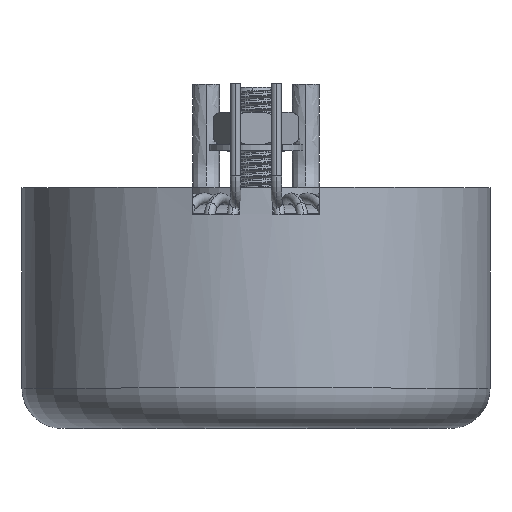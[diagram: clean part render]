
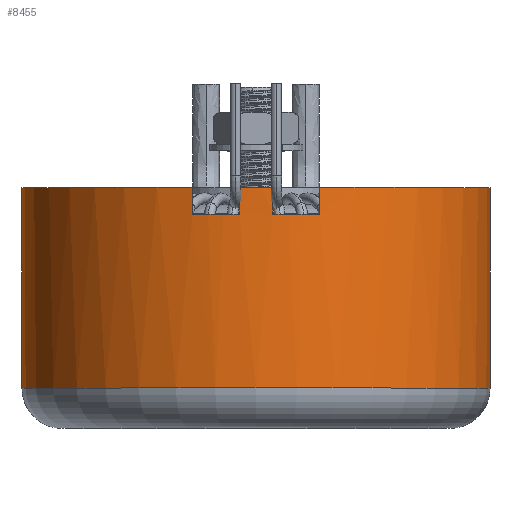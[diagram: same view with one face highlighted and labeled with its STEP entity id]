
A CAD part, top view. The second image highlights one B-rep face of the part: STEP entity #8455.
In plain terms, the highlighted cylindrical face has radius 17.5 mm (diameter 35 mm), a partial arc.
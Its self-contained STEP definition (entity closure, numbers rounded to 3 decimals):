
#199 = LINE ( 'NONE', #12536, #3070 ) ;
#356 = ORIENTED_EDGE ( 'NONE', *, *, #13765, .T. ) ;
#359 = DIRECTION ( 'NONE',  ( 0., -1., 0. ) ) ;
#506 = DIRECTION ( 'NONE',  ( 0., -1., 0. ) ) ;
#525 = CARTESIAN_POINT ( 'NONE',  ( 16.843, 8.25, 4.75 ) ) ;
#670 = LINE ( 'NONE', #3002, #12200 ) ;
#773 = VERTEX_POINT ( 'NONE', #10940 ) ;
#916 = AXIS2_PLACEMENT_3D ( 'NONE', #9473, #506, #7341 ) ;
#951 = AXIS2_PLACEMENT_3D ( 'NONE', #10820, #3022, #4106 ) ;
#962 = VECTOR ( 'NONE', #12224, 1000. ) ;
#980 = EDGE_CURVE ( 'NONE', #7293, #10550, #10115, .T. ) ;
#1081 = VERTEX_POINT ( 'NONE', #13549 ) ;
#1133 = EDGE_CURVE ( 'NONE', #12553, #773, #199, .T. ) ;
#1168 = CARTESIAN_POINT ( 'NONE',  ( 0., 0., -17.5 ) ) ;
#1239 = DIRECTION ( 'NONE',  ( 0., -1., 0. ) ) ;
#1389 = ORIENTED_EDGE ( 'NONE', *, *, #2518, .T. ) ;
#1563 = CARTESIAN_POINT ( 'NONE',  ( 0., 8.25, 17.5 ) ) ;
#1656 = DIRECTION ( 'NONE',  ( 0., -1., 0. ) ) ;
#1668 = ORIENTED_EDGE ( 'NONE', *, *, #8965, .T. ) ;
#1833 = CIRCLE ( 'NONE', #14032, 17.5 ) ;
#2034 = CARTESIAN_POINT ( 'NONE',  ( 17.455, 8.25, -1.25 ) ) ;
#2126 = EDGE_CURVE ( 'NONE', #11989, #10710, #4668, .T. ) ;
#2467 = CARTESIAN_POINT ( 'NONE',  ( 0., 8.25, -17.5 ) ) ;
#2469 = CARTESIAN_POINT ( 'NONE',  ( 0., -6.75, 0. ) ) ;
#2518 = EDGE_CURVE ( 'NONE', #7572, #11496, #7574, .T. ) ;
#2526 = CIRCLE ( 'NONE', #916, 17.5 ) ;
#2640 = AXIS2_PLACEMENT_3D ( 'NONE', #11710, #1656, #2683 ) ;
#2683 = DIRECTION ( 'NONE',  ( 0., 0., -1. ) ) ;
#2823 = CARTESIAN_POINT ( 'NONE',  ( 0., 8.25, 0. ) ) ;
#3002 = CARTESIAN_POINT ( 'NONE',  ( 16.843, 0., 4.75 ) ) ;
#3022 = DIRECTION ( 'NONE',  ( 0., -1., 0. ) ) ;
#3040 = DIRECTION ( 'NONE',  ( 0., -1., 0. ) ) ;
#3070 = VECTOR ( 'NONE', #6059, 1000. ) ;
#3161 = CARTESIAN_POINT ( 'NONE',  ( 0., 6.25, 0. ) ) ;
#3484 = AXIS2_PLACEMENT_3D ( 'NONE', #2823, #3040, #10770 ) ;
#3596 = DIRECTION ( 'NONE',  ( 0., 1., 0. ) ) ;
#3732 = EDGE_CURVE ( 'NONE', #1081, #773, #5909, .T. ) ;
#3949 = EDGE_CURVE ( 'NONE', #10550, #11989, #6399, .T. ) ;
#4019 = DIRECTION ( 'NONE',  ( 0., 1., 0. ) ) ;
#4106 = DIRECTION ( 'NONE',  ( 0., 0., -1. ) ) ;
#4367 = ORIENTED_EDGE ( 'NONE', *, *, #3732, .F. ) ;
#4464 = CARTESIAN_POINT ( 'NONE',  ( 16.843, 6.25, 4.75 ) ) ;
#4661 = CARTESIAN_POINT ( 'NONE',  ( 17.455, 6.25, -1.25 ) ) ;
#4668 = LINE ( 'NONE', #11452, #13395 ) ;
#5198 = AXIS2_PLACEMENT_3D ( 'NONE', #2469, #359, #9249 ) ;
#5303 = DIRECTION ( 'NONE',  ( 0., -1., 0. ) ) ;
#5518 = CARTESIAN_POINT ( 'NONE',  ( 17.455, 0., 1.25 ) ) ;
#5580 = EDGE_CURVE ( 'NONE', #10365, #1081, #13338, .T. ) ;
#5805 = ORIENTED_EDGE ( 'NONE', *, *, #3949, .T. ) ;
#5909 = CIRCLE ( 'NONE', #5198, 17.5 ) ;
#6059 = DIRECTION ( 'NONE',  ( 0., -1., 0. ) ) ;
#6205 = CARTESIAN_POINT ( 'NONE',  ( 17.455, 6.25, 1.25 ) ) ;
#6221 = CARTESIAN_POINT ( 'NONE',  ( 16.843, 6.25, -4.75 ) ) ;
#6399 = CIRCLE ( 'NONE', #2640, 17.5 ) ;
#6417 = DIRECTION ( 'NONE',  ( 0., 0., -1. ) ) ;
#6552 = CIRCLE ( 'NONE', #3484, 17.5 ) ;
#6614 = VERTEX_POINT ( 'NONE', #525 ) ;
#6648 = LINE ( 'NONE', #5518, #962 ) ;
#7007 = ORIENTED_EDGE ( 'NONE', *, *, #5580, .F. ) ;
#7293 = VERTEX_POINT ( 'NONE', #9230 ) ;
#7334 = ORIENTED_EDGE ( 'NONE', *, *, #13577, .T. ) ;
#7341 = DIRECTION ( 'NONE',  ( 0., 0., -1. ) ) ;
#7536 = EDGE_CURVE ( 'NONE', #10365, #7293, #6552, .T. ) ;
#7572 = VERTEX_POINT ( 'NONE', #6205 ) ;
#7574 = CIRCLE ( 'NONE', #7587, 17.5 ) ;
#7587 = AXIS2_PLACEMENT_3D ( 'NONE', #3161, #7831, #6417 ) ;
#7831 = DIRECTION ( 'NONE',  ( 0., -1., 0. ) ) ;
#7960 = EDGE_LOOP ( 'NONE', ( #7334, #13102, #4367, #7007, #10039, #8499, #5805, #8378, #356, #1668, #1389, #9332 ) ) ;
#8008 = DIRECTION ( 'NONE',  ( 0., -1., 0. ) ) ;
#8378 = ORIENTED_EDGE ( 'NONE', *, *, #2126, .T. ) ;
#8455 = ADVANCED_FACE ( 'NONE', ( #9791 ), #14252, .T. ) ;
#8499 = ORIENTED_EDGE ( 'NONE', *, *, #980, .T. ) ;
#8965 = EDGE_CURVE ( 'NONE', #9139, #7572, #6648, .T. ) ;
#9020 = EDGE_CURVE ( 'NONE', #11496, #6614, #670, .T. ) ;
#9139 = VERTEX_POINT ( 'NONE', #10159 ) ;
#9230 = CARTESIAN_POINT ( 'NONE',  ( 16.843, 8.25, -4.75 ) ) ;
#9249 = DIRECTION ( 'NONE',  ( 0., 0., -1. ) ) ;
#9332 = ORIENTED_EDGE ( 'NONE', *, *, #9020, .T. ) ;
#9473 = CARTESIAN_POINT ( 'NONE',  ( 0., 8.25, 0. ) ) ;
#9791 = FACE_OUTER_BOUND ( 'NONE', #7960, .T. ) ;
#10039 = ORIENTED_EDGE ( 'NONE', *, *, #7536, .T. ) ;
#10115 = LINE ( 'NONE', #13408, #10830 ) ;
#10159 = CARTESIAN_POINT ( 'NONE',  ( 17.455, 8.25, 1.25 ) ) ;
#10365 = VERTEX_POINT ( 'NONE', #2467 ) ;
#10550 = VERTEX_POINT ( 'NONE', #6221 ) ;
#10710 = VERTEX_POINT ( 'NONE', #2034 ) ;
#10770 = DIRECTION ( 'NONE',  ( 0., 0., -1. ) ) ;
#10820 = CARTESIAN_POINT ( 'NONE',  ( 0., 0., 0. ) ) ;
#10830 = VECTOR ( 'NONE', #8008, 1000. ) ;
#10923 = DIRECTION ( 'NONE',  ( 0., 0., -1. ) ) ;
#10940 = CARTESIAN_POINT ( 'NONE',  ( 0., -6.75, 17.5 ) ) ;
#11452 = CARTESIAN_POINT ( 'NONE',  ( 17.455, 0., -1.25 ) ) ;
#11496 = VERTEX_POINT ( 'NONE', #4464 ) ;
#11710 = CARTESIAN_POINT ( 'NONE',  ( 0., 6.25, 0. ) ) ;
#11989 = VERTEX_POINT ( 'NONE', #4661 ) ;
#12047 = VECTOR ( 'NONE', #1239, 1000. ) ;
#12200 = VECTOR ( 'NONE', #4019, 1000. ) ;
#12224 = DIRECTION ( 'NONE',  ( 0., -1., 0. ) ) ;
#12299 = CARTESIAN_POINT ( 'NONE',  ( 0., 8.25, 0. ) ) ;
#12536 = CARTESIAN_POINT ( 'NONE',  ( 0., 0., 17.5 ) ) ;
#12553 = VERTEX_POINT ( 'NONE', #1563 ) ;
#13102 = ORIENTED_EDGE ( 'NONE', *, *, #1133, .T. ) ;
#13338 = LINE ( 'NONE', #1168, #12047 ) ;
#13395 = VECTOR ( 'NONE', #3596, 1000. ) ;
#13408 = CARTESIAN_POINT ( 'NONE',  ( 16.843, 0., -4.75 ) ) ;
#13549 = CARTESIAN_POINT ( 'NONE',  ( 0., -6.75, -17.5 ) ) ;
#13577 = EDGE_CURVE ( 'NONE', #6614, #12553, #2526, .T. ) ;
#13765 = EDGE_CURVE ( 'NONE', #10710, #9139, #1833, .T. ) ;
#14032 = AXIS2_PLACEMENT_3D ( 'NONE', #12299, #5303, #10923 ) ;
#14252 = CYLINDRICAL_SURFACE ( 'NONE', #951, 17.5 ) ;
